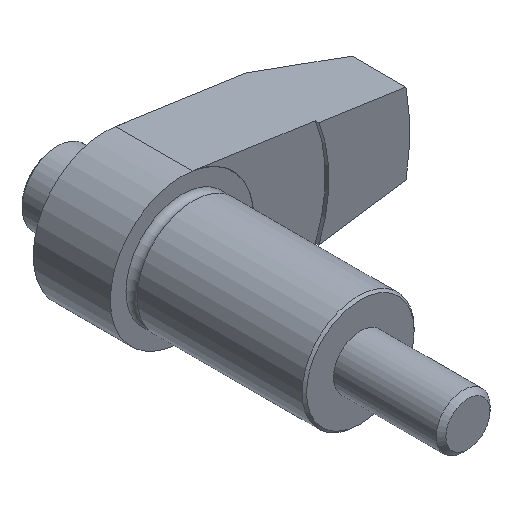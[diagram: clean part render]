
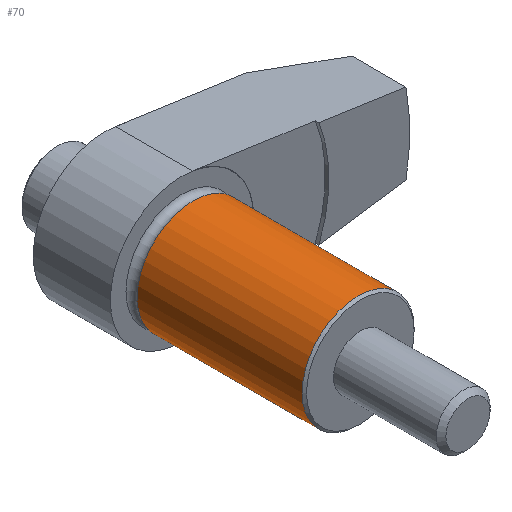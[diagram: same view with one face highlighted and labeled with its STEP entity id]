
A CAD part, isometric view. The second image highlights one B-rep face of the part: STEP entity #70.
In plain terms, the highlighted cylindrical face has radius 12.5 mm (diameter 25 mm), a full revolution.
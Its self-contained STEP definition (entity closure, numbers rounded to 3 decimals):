
#70 = ADVANCED_FACE( '', ( #159, #160 ), #161, .T. );
#159 = FACE_OUTER_BOUND( '', #271, .T. );
#160 = FACE_OUTER_BOUND( '', #272, .T. );
#161 = CYLINDRICAL_SURFACE( '', #273, 12.5 );
#271 = EDGE_LOOP( '', ( #411 ) );
#272 = EDGE_LOOP( '', ( #412 ) );
#273 = AXIS2_PLACEMENT_3D( '', #413, #414, #415 );
#411 = ORIENTED_EDGE( '', *, *, #611, .F. );
#412 = ORIENTED_EDGE( '', *, *, #612, .T. );
#413 = CARTESIAN_POINT( '', ( 0., 29., 0. ) );
#414 = DIRECTION( '', ( 0., -1., 0. ) );
#415 = DIRECTION( '', ( 0., 0., 1. ) );
#611 = EDGE_CURVE( '', #721, #721, #722, .T. );
#612 = EDGE_CURVE( '', #723, #723, #724, .T. );
#721 = VERTEX_POINT( '', #870 );
#722 = CIRCLE( '', #871, 12.5 );
#723 = VERTEX_POINT( '', #872 );
#724 = CIRCLE( '', #873, 12.5 );
#870 = CARTESIAN_POINT( '', ( 0., -1.7, 12.5 ) );
#871 = AXIS2_PLACEMENT_3D( '', #989, #990, #991 );
#872 = CARTESIAN_POINT( '', ( 0., -38.5, 12.5 ) );
#873 = AXIS2_PLACEMENT_3D( '', #992, #993, #994 );
#989 = CARTESIAN_POINT( '', ( 0., -1.7, 0. ) );
#990 = DIRECTION( '', ( 0., 1., 0. ) );
#991 = DIRECTION( '', ( 0., 0., 1. ) );
#992 = CARTESIAN_POINT( '', ( 0., -38.5, 0. ) );
#993 = DIRECTION( '', ( 0., 1., 0. ) );
#994 = DIRECTION( '', ( 0., 0., 1. ) );
